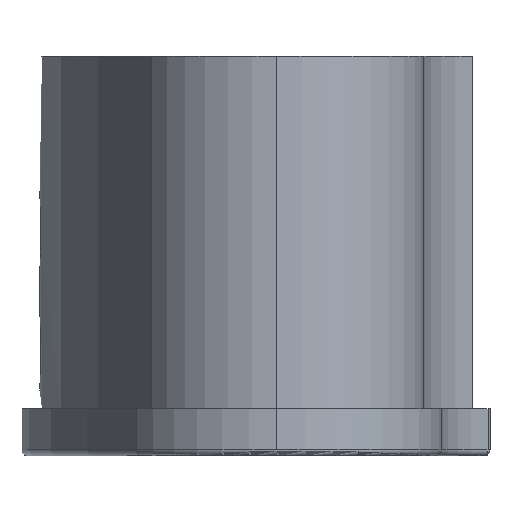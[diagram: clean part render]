
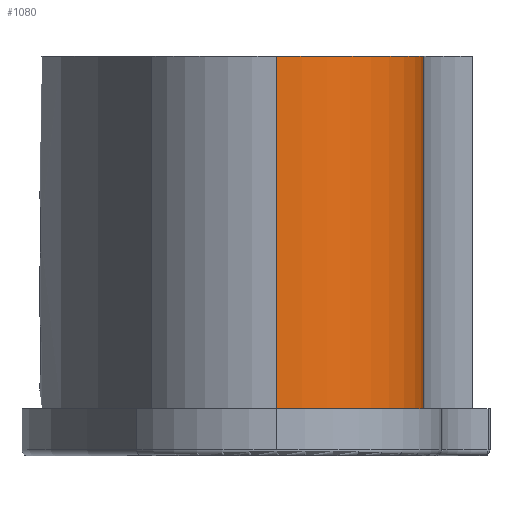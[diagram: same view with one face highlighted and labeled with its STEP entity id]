
A CAD part, left-side view. The second image highlights one B-rep face of the part: STEP entity #1080.
In plain terms, the highlighted cylindrical face has radius 12.5 mm (diameter 25 mm), a partial arc.
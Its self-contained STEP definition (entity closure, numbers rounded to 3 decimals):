
#86 = CARTESIAN_POINT ( 'NONE',  ( -26.819, 18.153, 32. ) ) ;
#218 = DIRECTION ( 'NONE',  ( 0., 0., -1. ) ) ;
#404 = VERTEX_POINT ( 'NONE', #875 ) ;
#451 = DIRECTION ( 'NONE',  ( 1., 0., 0. ) ) ;
#565 = CARTESIAN_POINT ( 'NONE',  ( -26.872, 5.654, 32. ) ) ;
#770 = ORIENTED_EDGE ( 'NONE', *, *, #1304, .F. ) ;
#821 = CARTESIAN_POINT ( 'NONE',  ( -26.872, 5.654, 2. ) ) ;
#875 = CARTESIAN_POINT ( 'NONE',  ( -26.872, 5.654, 32. ) ) ;
#899 = CARTESIAN_POINT ( 'NONE',  ( -39.319, 18.153, 32. ) ) ;
#1054 = CIRCLE ( 'NONE', #3893, 12.5 ) ;
#1069 = ORIENTED_EDGE ( 'NONE', *, *, #2623, .T. ) ;
#1080 = ADVANCED_FACE ( 'NONE', ( #3558 ), #2939, .T. ) ;
#1304 = EDGE_CURVE ( 'NONE', #3901, #404, #1054, .T. ) ;
#1414 = EDGE_CURVE ( 'NONE', #3219, #1541, #2038, .T. ) ;
#1519 = VECTOR ( 'NONE', #1848, 1000. ) ;
#1541 = VERTEX_POINT ( 'NONE', #821 ) ;
#1699 = DIRECTION ( 'NONE',  ( 0., 0., 1. ) ) ;
#1811 = DIRECTION ( 'NONE',  ( 0., 0., 1. ) ) ;
#1848 = DIRECTION ( 'NONE',  ( 0., 0., -1. ) ) ;
#2038 = CIRCLE ( 'NONE', #3497, 12.5 ) ;
#2364 = ORIENTED_EDGE ( 'NONE', *, *, #1414, .T. ) ;
#2502 = AXIS2_PLACEMENT_3D ( 'NONE', #86, #3618, #3245 ) ;
#2623 = EDGE_CURVE ( 'NONE', #3901, #3219, #3112, .T. ) ;
#2939 = CYLINDRICAL_SURFACE ( 'NONE', #2502, 12.5 ) ;
#3092 = CARTESIAN_POINT ( 'NONE',  ( -26.819, 18.153, 2. ) ) ;
#3112 = LINE ( 'NONE', #899, #1519 ) ;
#3219 = VERTEX_POINT ( 'NONE', #3333 ) ;
#3245 = DIRECTION ( 'NONE',  ( -1., 0., 0. ) ) ;
#3333 = CARTESIAN_POINT ( 'NONE',  ( -39.319, 18.153, 2. ) ) ;
#3381 = LINE ( 'NONE', #565, #3830 ) ;
#3497 = AXIS2_PLACEMENT_3D ( 'NONE', #3092, #1811, #4061 ) ;
#3558 = FACE_OUTER_BOUND ( 'NONE', #3654, .T. ) ;
#3598 = CARTESIAN_POINT ( 'NONE',  ( -26.819, 18.153, 32. ) ) ;
#3618 = DIRECTION ( 'NONE',  ( 0., 0., -1. ) ) ;
#3648 = ORIENTED_EDGE ( 'NONE', *, *, #3811, .F. ) ;
#3654 = EDGE_LOOP ( 'NONE', ( #770, #1069, #2364, #3648 ) ) ;
#3811 = EDGE_CURVE ( 'NONE', #404, #1541, #3381, .T. ) ;
#3830 = VECTOR ( 'NONE', #218, 1000. ) ;
#3893 = AXIS2_PLACEMENT_3D ( 'NONE', #3598, #1699, #451 ) ;
#3901 = VERTEX_POINT ( 'NONE', #4041 ) ;
#4041 = CARTESIAN_POINT ( 'NONE',  ( -39.319, 18.153, 32. ) ) ;
#4061 = DIRECTION ( 'NONE',  ( 1., 0., 0. ) ) ;
